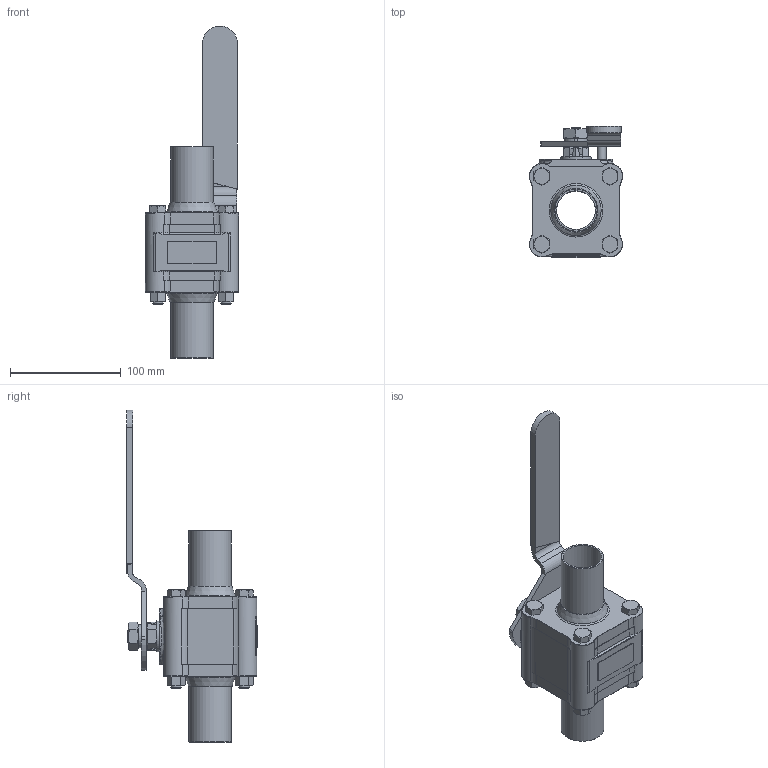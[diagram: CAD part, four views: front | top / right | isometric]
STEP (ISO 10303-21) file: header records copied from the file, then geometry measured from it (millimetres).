
FILE_DESCRIPTION(/* description */ (''),/* implementation_level */ '2;1');
FILE_NAME(/* name */ 'GA-WK70-15-XBO-W.stp',/* time_stamp */ '2021-02-18T22:19:54+06:00',/* author */ ('10157457'),/* organization */ (''),/* preprocessor_version */ 'ST-DEVELOPER v16.1',/* originating_system */ 'Autodesk Inventor 2016',/* authorisation */ '');
FILE_SCHEMA (('AUTOMOTIVE_DESIGN { 1 0 10303 214 3 1 1 }'));
Length unit declared in the file: inch
Products named in the file (1): GA-WK70-15-XBO-W
Bounding box: 83.82 x 117.91 x 299.12 mm (x, y, z)
Volume: 503813.6 mm3; surface area: 94044.1 mm2
Topology: 1 solids, 1 shells, 463 faces, 1164 edges, 712 vertices
Faces by surface type: plane 197, cone 116, cylinder 84, bspline 46, torus 20
Full cylindrical faces by diameter (mm): 4.978 x4, 8.128 x1, 9.525 x4, 27.813 x1, 34.798 x1, 38.176 x2
Entity records: 16493 total; most frequent: CARTESIAN_POINT 5803, ORIENTED_EDGE 2246, DIRECTION 2013, EDGE_CURVE 1123, AXIS2_PLACEMENT_3D 792, VERTEX_POINT 706, EDGE_LOOP 525, FACE_OUTER_BOUND 463
